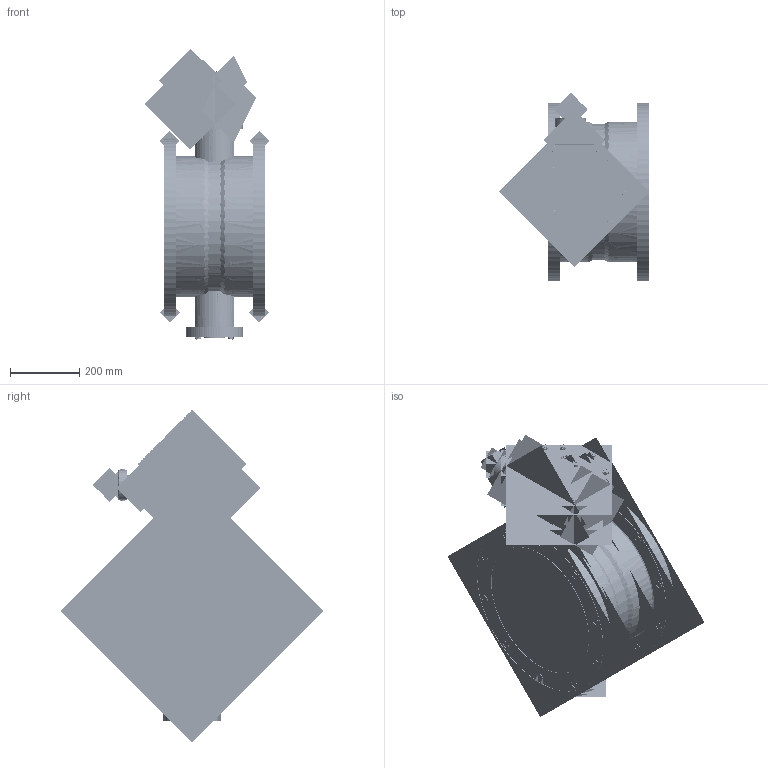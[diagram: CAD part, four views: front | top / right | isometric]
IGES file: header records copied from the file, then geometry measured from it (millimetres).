
Start section:  PTC IGES file: class_250ii_mj_x_mj-14-inch_asm.igs
Global section: file name: class_250ii_mj_x_mj-14-inch_asm.igs; native system: Creo Parametric by Parametric Technology Corporation; preprocessor: 2013050; author: HAPPY; organization: Unknown; date: 20161214.183903; units: inch
Bounding box: 445.45 x 759.08 x 959.83 mm (x, y, z)
Volume: 26785859.6 mm3; surface area: 14054988.1 mm2
Topology: 23 solids, 23 shells, 5346 faces, 29438 edges, 38516 vertices
Faces by surface type: revolution 4728, bspline 618
